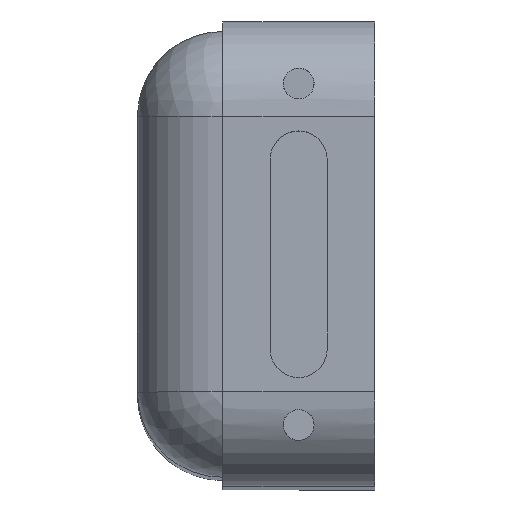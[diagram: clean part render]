
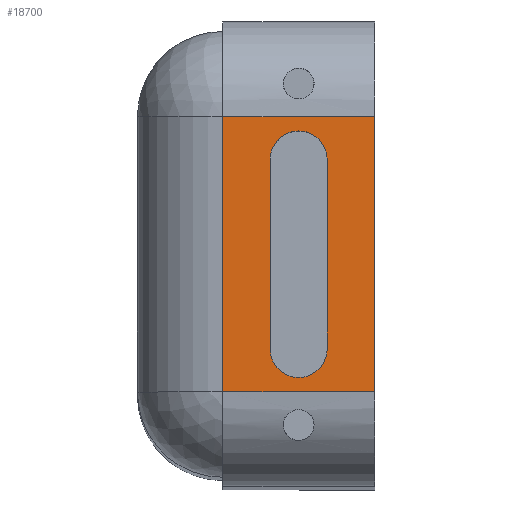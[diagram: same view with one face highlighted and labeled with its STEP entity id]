
A CAD part, top view. The second image highlights one B-rep face of the part: STEP entity #18700.
In plain terms, the highlighted face is planar.
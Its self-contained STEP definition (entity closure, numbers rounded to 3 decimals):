
#163=CIRCLE('',#19572,1.5);
#165=CIRCLE('',#19576,1.5);
#1456=FACE_BOUND('',#3189,.T.);
#2108=FACE_OUTER_BOUND('',#3188,.T.);
#3188=EDGE_LOOP('',(#14853,#14854,#14855,#14856));
#3189=EDGE_LOOP('',(#14857,#14858,#14859,#14860));
#4647=LINE('',#28849,#6477);
#4652=LINE('',#28863,#6482);
#4676=LINE('',#29014,#6506);
#4677=LINE('',#29019,#6507);
#4678=LINE('',#29022,#6508);
#4679=LINE('',#29023,#6509);
#6477=VECTOR('',#21498,10.);
#6482=VECTOR('',#21511,10.);
#6506=VECTOR('',#21593,10.);
#6507=VECTOR('',#21600,10.);
#6508=VECTOR('',#21603,10.);
#6509=VECTOR('',#21604,10.);
#8343=VERTEX_POINT('',#28847);
#8344=VERTEX_POINT('',#28848);
#8347=VERTEX_POINT('',#28856);
#8349=VERTEX_POINT('',#28862);
#8374=VERTEX_POINT('',#29011);
#8375=VERTEX_POINT('',#29013);
#8376=VERTEX_POINT('',#29017);
#8377=VERTEX_POINT('',#29021);
#10644=EDGE_CURVE('',#8343,#8344,#4647,.T.);
#10648=EDGE_CURVE('',#8347,#8343,#163,.T.);
#10651=EDGE_CURVE('',#8349,#8347,#4652,.T.);
#10654=EDGE_CURVE('',#8344,#8349,#165,.T.);
#10691=EDGE_CURVE('',#8374,#8375,#4676,.T.);
#10694=EDGE_CURVE('',#8375,#8376,#4677,.T.);
#10695=EDGE_CURVE('',#8377,#8374,#4678,.T.);
#10696=EDGE_CURVE('',#8376,#8377,#4679,.T.);
#14853=ORIENTED_EDGE('',*,*,#10694,.F.);
#14854=ORIENTED_EDGE('',*,*,#10691,.F.);
#14855=ORIENTED_EDGE('',*,*,#10695,.F.);
#14856=ORIENTED_EDGE('',*,*,#10696,.F.);
#14857=ORIENTED_EDGE('',*,*,#10644,.T.);
#14858=ORIENTED_EDGE('',*,*,#10654,.T.);
#14859=ORIENTED_EDGE('',*,*,#10651,.T.);
#14860=ORIENTED_EDGE('',*,*,#10648,.T.);
#17916=PLANE('',#19607);
#18700=ADVANCED_FACE('',(#2108,#1456),#17916,.T.);
#19572=AXIS2_PLACEMENT_3D('',#28857,#21504,#21505);
#19576=AXIS2_PLACEMENT_3D('',#28868,#21516,#21517);
#19607=AXIS2_PLACEMENT_3D('',#29020,#21601,#21602);
#21498=DIRECTION('',(0.,0.,-1.));
#21504=DIRECTION('center_axis',(0.,1.,0.));
#21505=DIRECTION('ref_axis',(1.,0.,0.));
#21511=DIRECTION('',(0.,0.,1.));
#21516=DIRECTION('center_axis',(0.,1.,0.));
#21517=DIRECTION('ref_axis',(-1.,0.,0.));
#21593=DIRECTION('',(0.,0.,-1.));
#21600=DIRECTION('',(-1.,0.,0.));
#21601=DIRECTION('center_axis',(0.,-1.,0.));
#21602=DIRECTION('ref_axis',(0.,0.,
1.));
#21603=DIRECTION('',(1.,0.,0.));
#21604=DIRECTION('',(0.,0.,1.));
#28847=CARTESIAN_POINT('',(10.026,-53.257,5.319));
#28848=CARTESIAN_POINT('',(10.026,-53.257,-4.681));
#28849=CARTESIAN_POINT('',(10.026,-53.257,-3.306));
#28856=CARTESIAN_POINT('',(7.026,-53.257,5.319));
#28857=CARTESIAN_POINT('Origin',(8.526,-53.257,5.319));
#28862=CARTESIAN_POINT('',(7.026,-53.257,-4.681));
#28863=CARTESIAN_POINT('',(7.026,-53.257,-8.306));
#28868=CARTESIAN_POINT('Origin',(8.526,-53.257,-4.681));
#29011=CARTESIAN_POINT('',(12.526,-53.257,7.569));
#29013=CARTESIAN_POINT('',(12.526,-53.257,-6.931));
#29014=CARTESIAN_POINT('',(12.526,-53.257,12.569));
#29017=CARTESIAN_POINT('',(4.526,-53.257,-6.931));
#29019=CARTESIAN_POINT('',(12.526,-53.257,-6.931));
#29020=CARTESIAN_POINT('Origin',(12.526,-53.257,-11.931));
#29021=CARTESIAN_POINT('',(4.526,-53.257,7.569));
#29022=CARTESIAN_POINT('',(12.526,-53.257,7.569));
#29023=CARTESIAN_POINT('',(4.526,-53.257,12.569));
